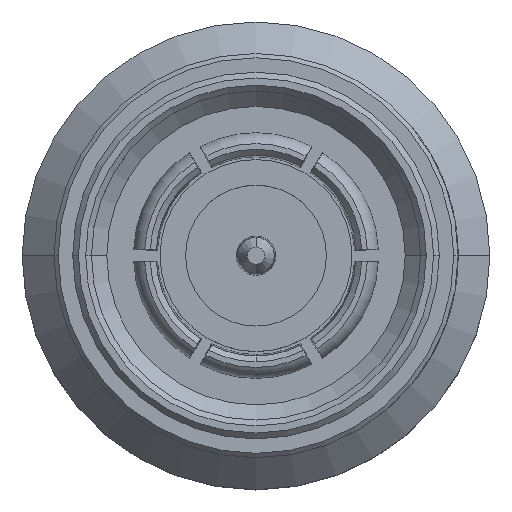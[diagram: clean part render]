
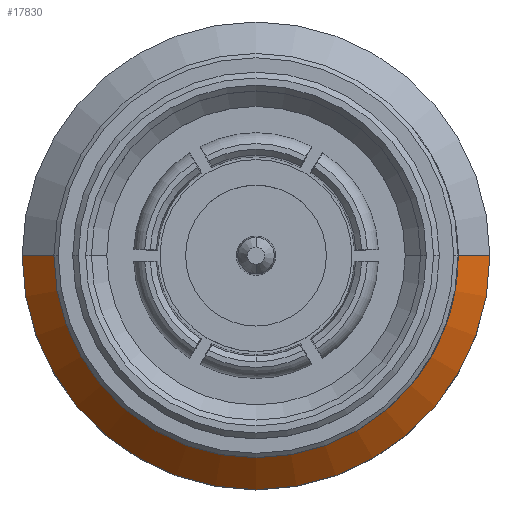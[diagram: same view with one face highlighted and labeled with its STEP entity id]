
A CAD part, top view. The second image highlights one B-rep face of the part: STEP entity #17830.
In plain terms, the highlighted conical face has half-angle 45 degrees and reference radius 8.1 mm.
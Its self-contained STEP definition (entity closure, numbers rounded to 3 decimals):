
#1086 = AXIS2_PLACEMENT_3D ( 'NONE', #8031, #17730, #9417 ) ;
#1192 = CARTESIAN_POINT ( 'NONE',  ( -8.1, 0., -5.9 ) ) ;
#1680 = ORIENTED_EDGE ( 'NONE', *, *, #9203, .T. ) ;
#1863 = CONICAL_SURFACE ( 'NONE', #7702, 8.1, 0.785 ) ;
#2600 = DIRECTION ( 'NONE',  ( -0.707, 0., -0.707 ) ) ;
#2762 = CARTESIAN_POINT ( 'NONE',  ( 8.1, 0., -5.9 ) ) ;
#2905 = CARTESIAN_POINT ( 'NONE',  ( -8.1, 0., -5.9 ) ) ;
#3117 = VECTOR ( 'NONE', #12479, 1000. ) ;
#3442 = EDGE_CURVE ( 'NONE', #7570, #10168, #13749, .T. ) ;
#4344 = CARTESIAN_POINT ( 'NONE',  ( 0., 0., -5.9 ) ) ;
#4512 = AXIS2_PLACEMENT_3D ( 'NONE', #6498, #16233, #7907 ) ;
#6145 = VECTOR ( 'NONE', #2600, 1000. ) ;
#6162 = CARTESIAN_POINT ( 'NONE',  ( 8.1, 0., -5.9 ) ) ;
#6498 = CARTESIAN_POINT ( 'NONE',  ( 0., 0., -4.15 ) ) ;
#6869 = ORIENTED_EDGE ( 'NONE', *, *, #12677, .F. ) ;
#7179 = DIRECTION ( 'NONE',  ( 0., 0., -1. ) ) ;
#7570 = VERTEX_POINT ( 'NONE', #16998 ) ;
#7702 = AXIS2_PLACEMENT_3D ( 'NONE', #4344, #7179, #12735 ) ;
#7907 = DIRECTION ( 'NONE',  ( 1., 0., 0. ) ) ;
#8031 = CARTESIAN_POINT ( 'NONE',  ( 0., 0., -5.9 ) ) ;
#8725 = CIRCLE ( 'NONE', #1086, 8.1 ) ;
#9203 = EDGE_CURVE ( 'NONE', #16682, #10168, #8725, .T. ) ;
#9417 = DIRECTION ( 'NONE',  ( 1., 0., 0. ) ) ;
#10168 = VERTEX_POINT ( 'NONE', #6162 ) ;
#10773 = ORIENTED_EDGE ( 'NONE', *, *, #16552, .T. ) ;
#10846 = ORIENTED_EDGE ( 'NONE', *, *, #3442, .F. ) ;
#12479 = DIRECTION ( 'NONE',  ( 0.707, 0., -0.707 ) ) ;
#12677 = EDGE_CURVE ( 'NONE', #15621, #7570, #14094, .T. ) ;
#12735 = DIRECTION ( 'NONE',  ( -1., 0., 0. ) ) ;
#13503 = LINE ( 'NONE', #1192, #6145 ) ;
#13749 = LINE ( 'NONE', #2762, #3117 ) ;
#14094 = CIRCLE ( 'NONE', #4512, 6.35 ) ;
#14671 = FACE_OUTER_BOUND ( 'NONE', #14885, .T. ) ;
#14885 = EDGE_LOOP ( 'NONE', ( #10846, #6869, #10773, #1680 ) ) ;
#15621 = VERTEX_POINT ( 'NONE', #17487 ) ;
#16233 = DIRECTION ( 'NONE',  ( 0., 0., 1. ) ) ;
#16552 = EDGE_CURVE ( 'NONE', #15621, #16682, #13503, .T. ) ;
#16682 = VERTEX_POINT ( 'NONE', #2905 ) ;
#16998 = CARTESIAN_POINT ( 'NONE',  ( 6.35, 0., -4.15 ) ) ;
#17487 = CARTESIAN_POINT ( 'NONE',  ( -6.35, 0., -4.15 ) ) ;
#17730 = DIRECTION ( 'NONE',  ( 0., 0., 1. ) ) ;
#17830 = ADVANCED_FACE ( 'NONE', ( #14671 ), #1863, .T. ) ;
